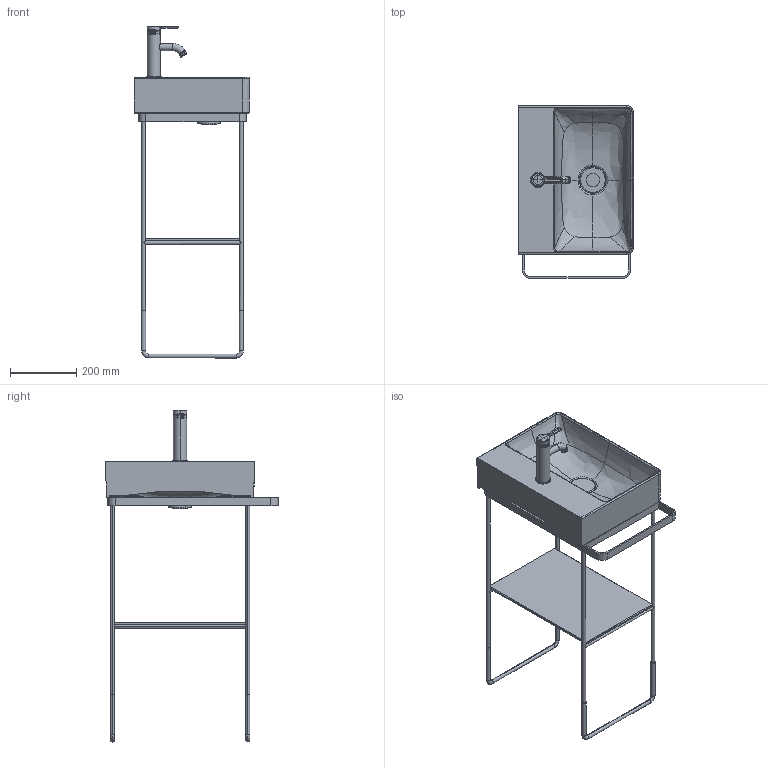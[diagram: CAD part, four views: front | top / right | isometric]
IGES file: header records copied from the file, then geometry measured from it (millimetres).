
Global section: file name: No Iges File Name specified; native system: Autodesk Inventor 2011; preprocessor: AutoDesk Inventor Iges Exporter R2011; author: Administrator; date: 20170629.135639; units: millimetre
Bounding box: 350.05 x 522.52 x 1005.59 mm (x, y, z)
Volume: 8017646.4 mm3; surface area: 1268215.7 mm2
Topology: 18 solids, 21 shells, 549 faces, 1311 edges, 808 vertices
Faces by surface type: bspline 153, plane 148, revolution 107, cylinder 83, torus 31, cone 26, sphere 1
